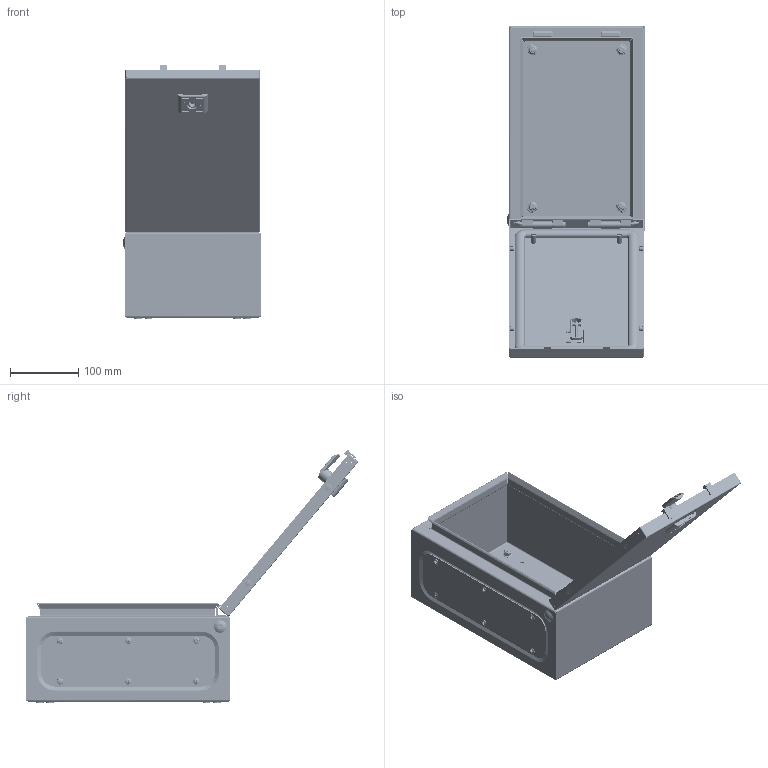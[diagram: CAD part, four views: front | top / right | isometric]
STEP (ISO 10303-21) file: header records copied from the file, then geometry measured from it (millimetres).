
FILE_DESCRIPTION (( 'STEP AP203' ), '1' );
FILE_NAME ('200x300x150 R5CE0231.step', '2012-04-06T09:31:55', ( 'User' ), ( 'DKC' ), 'SwSTEP 2.0', 'SolidWorks 2011', '' );
FILE_SCHEMA (( 'CONFIG_CONTROL_DESIGN' ));
Length unit declared in the file: millimetre
Products named in the file (33): 200x300x150 R5CE0231; AC00C380 for transportation_Default; Perno CE AC00C381; Mounting plate small CE_200x300; Dead door CE assemble 11111_200õ300 CB02C351; CERNIERA SALDATA_Default; sealant for door CE_200x300; End-cup AC00C112_Default; MOLLA AC00C344_AC00C344; Handle small door CE; Sealant AC00356; AC00C348; Hex Flange Bolt M6x10_ISO 4162 - M6 x 12 x 12-S; Linguetta CE_handle CE; Inserto a doppio pettine AC00C443_AC00C343; BASETTA ESTERNA PER BOX AC00C503_AC00C503; Dead door CE 11111_200x300; Frames CE assemble 11111_200x300x150 R5CE0231 ; AC00C316_AC00C316; end-cap_AC00C061; land; Tapping screw 4.8x9.5 AC00C352_AC00C352; End-cup AC00C383_Default; Tapping screw 4.2x16_Tapping screw 4.2x16; Blocchetto fissaggio cerniera AC00C354_AC00C354; CERNIERA AC00C399_Default; Flange nut M6_ISO 7044-M6-S; Perno M6 AC00C145_1; Sealant AC00C355; End-cup AC00C317_Default; Flanges CE_227x47; Sealants of flange_227x47; Frames CE 11111_200x300x150
Assembly tree (71 placements, depth 4):
  200x300x150 R5CE0231
    Perno CE AC00C381  x2
    Flange nut M6_ISO 7044-M6-S  x4
    AC00C380 for transportation_Default  x2
    Frames CE assemble 11111_200x300x150 R5CE0231 
      Perno M6 AC00C145_1  x4
      End-cup AC00C317_Default  x4
      End-cup AC00C383_Default  x2
      Sealants of flange_227x47
      land  x2
      Sealant AC00C355  x4
      Tapping screw 4.8x9.5 AC00C352_AC00C352  x6
      Tapping screw 4.2x16_Tapping screw 4.2x16  x4
      Flange nut M6_ISO 7044-M6-S  x4
      Blocchetto fissaggio cerniera AC00C354_AC00C354  x2
      AC00C316_AC00C316
      Flanges CE_227x47
      end-cap_AC00C061  x2
      CERNIERA AC00C399_Default  x2
      Frames CE 11111_200x300x150
    Dead door CE assemble 11111_200õ300 CB02C351
      sealant for door CE_200x300
      Handle small door CE
        BASETTA ESTERNA PER BOX AC00C503_AC00C503
        AC00C348
        Linguetta CE_handle CE
        Inserto a doppio pettine AC00C443_AC00C343
        Hex Flange Bolt M6x10_ISO 4162 - M6 x 12 x 12-S
        Sealant AC00356
      CERNIERA SALDATA_Default  x2
      End-cup AC00C112_Default  x4
      end-cap_AC00C061  x2
      land  x2
      Dead door CE 11111_200x300
      MOLLA AC00C344_AC00C344
    Mounting plate small CE_200x300
Bounding box: 202.5 x 487.48 x 371.76 mm (x, y, z)
Volume: 662903 mm3; surface area: 791864.8 mm2
Topology: 72 solids, 72 shells, 5031 faces, 12881 edges, 8070 vertices
Faces by surface type: bspline 1378, cylinder 1330, cone 1089, plane 1066, torus 144, sphere 24
Entity records: 144854 total; most frequent: CARTESIAN_POINT 91822, ORIENTED_EDGE 10930, DIRECTION 9062, EDGE_CURVE 5465, VERTEX_POINT 3442, AXIS2_PLACEMENT_3D 3327, LINE 2408, VECTOR 2408
